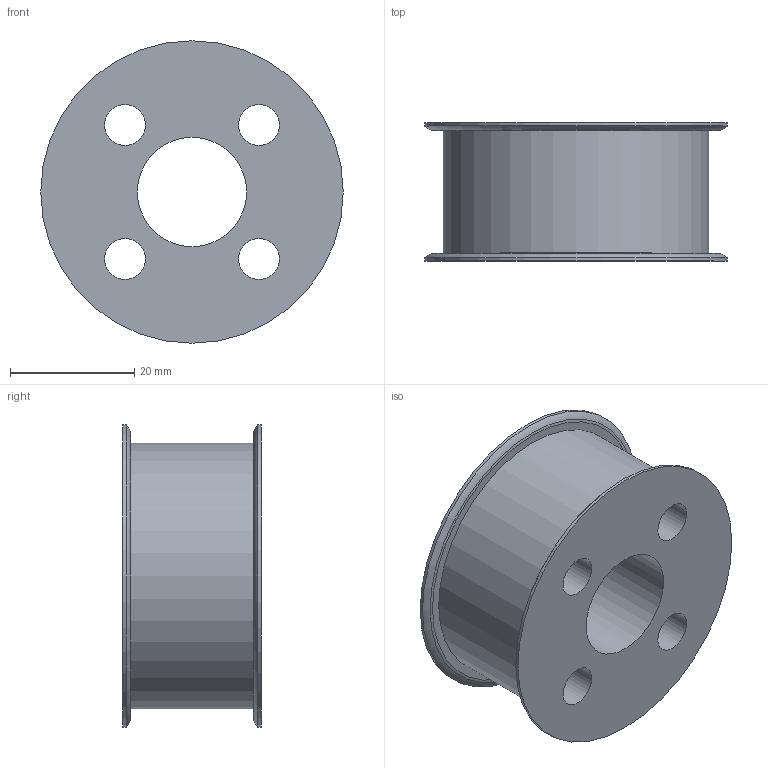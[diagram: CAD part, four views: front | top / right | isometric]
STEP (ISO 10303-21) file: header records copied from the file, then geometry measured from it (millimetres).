
FILE_DESCRIPTION(/* description */ (''),/* implementation_level */ '2;1');
FILE_NAME(/* name */ 'smooth pulley 48tooth.step',/* time_stamp */ '2023-05-09T15:05:50-04:00',/* author */ (''),/* organization */ (''),/* preprocessor_version */ 'ST-DEVELOPER v19.2',/* originating_system */ 'Autodesk Translation Framework v12.4.0.73',/* authorisation */ '');
FILE_SCHEMA (('AUTOMOTIVE_DESIGN { 1 0 10303 214 3 1 1 }'));
Length unit declared in the file: inch
Products named in the file (1): 3mm 48tooth GT2 Printable
Bounding box: 48.63 x 22.23 x 48.63 mm (x, y, z)
Volume: 24440.8 mm3; surface area: 9731 mm2
Topology: 1 solids, 1 shells, 52 faces, 125 edges, 82 vertices
Faces by surface type: plane 23, bspline 17, cylinder 8, torus 4
Full cylindrical faces by diameter (mm): 6.54 x4, 17.589 x1, 42.738 x1, 48.631 x2
Entity records: 2406 total; most frequent: CARTESIAN_POINT 1229, ORIENTED_EDGE 250, DIRECTION 187, EDGE_CURVE 125, VERTEX_POINT 82, EDGE_LOOP 69, LINE 67, VECTOR 67
